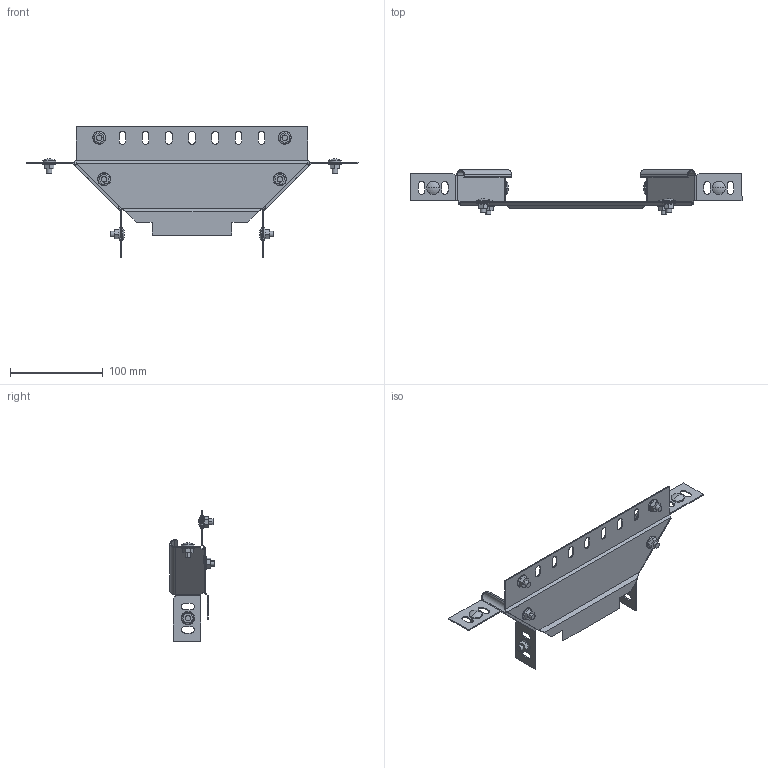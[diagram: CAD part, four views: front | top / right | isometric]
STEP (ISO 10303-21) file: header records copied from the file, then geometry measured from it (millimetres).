
FILE_DESCRIPTION (( 'STEP AP214' ), '1' );
FILE_NAME ('7120140.stp', '2019-09-12T09:34:16', ( '' ), ( '' ), 'SwSTEP 2.0', 'SolidWorks 2018', '' );
FILE_SCHEMA (( 'AUTOMOTIVE_DESIGN' ));
Length unit declared in the file: millimetre
Products named in the file (5): 011463_Bodenblech NB 150; KTS 14.001-017_M8x25-; 009561_Hexagon Flange Nut DIN 6923 - M6 - C; KTS 07.046-001_Winkelverbinder 90ø; 7120140
Assembly tree (19 placements, depth 2):
  7120140
    011463_Bodenblech NB 150
    KTS 07.046-001_Winkelverbinder 90ø  x2
    KTS 14.001-017_M8x25-  x8
    009561_Hexagon Flange Nut DIN 6923 - M6 - C  x8
Bounding box: 357.83 x 47.78 x 140.94 mm (x, y, z)
Volume: 49217.1 mm3; surface area: 84386.2 mm2
Topology: 19 solids, 19 shells, 401 faces, 1001 edges, 646 vertices
Faces by surface type: plane 231, cylinder 112, sphere 16, cone 16, torus 16, bspline 10
Entity records: 6054 total; most frequent: CARTESIAN_POINT 1337, ORIENTED_EDGE 944, DIRECTION 894, EDGE_CURVE 472, LINE 314, VECTOR 314, VERTEX_POINT 307, AXIS2_PLACEMENT_3D 290
